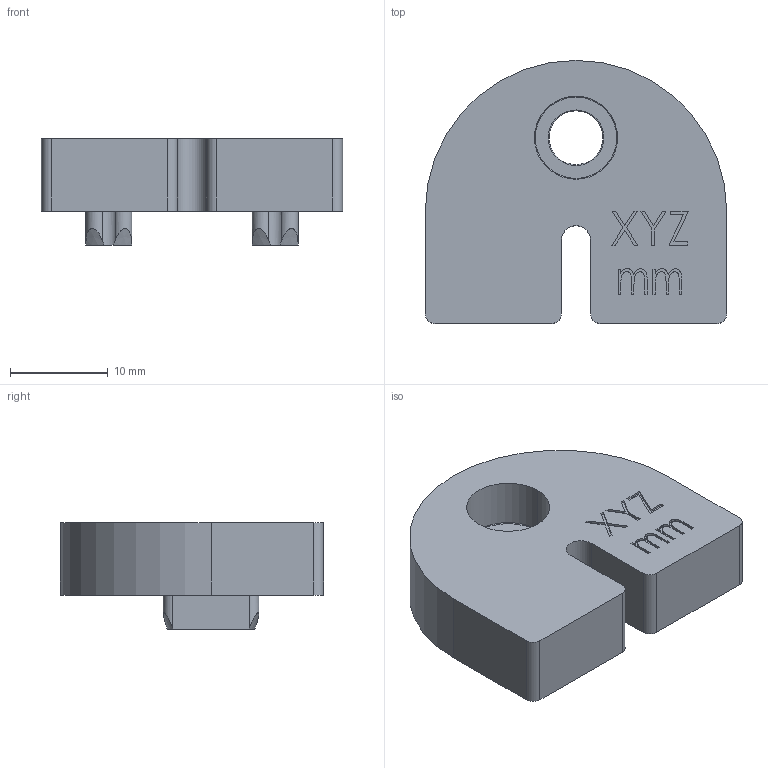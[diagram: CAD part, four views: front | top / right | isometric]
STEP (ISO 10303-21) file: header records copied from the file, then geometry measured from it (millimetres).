
FILE_DESCRIPTION (( 'STEP AP214' ), '1' );
FILE_NAME ('A19_20 Rev.2.STEP', '2023-02-07T13:09:29', ( '' ), ( '' ), 'SwSTEP 2.0', 'SolidWorks 2019', '' );
FILE_SCHEMA (( 'AUTOMOTIVE_DESIGN' ));
Length unit declared in the file: millimetre
Products named in the file (1): A19_20 Rev.2
Bounding box: 30.8 x 26.9 x 10.9 mm (x, y, z)
Volume: 5014 mm3; surface area: 2627.6 mm2
Topology: 1 solids, 1 shells, 128 faces, 345 edges, 228 vertices
Faces by surface type: plane 72, cylinder 24, bspline 18, cone 8, torus 6
Entity records: 5087 total; most frequent: CARTESIAN_POINT 1944, ORIENTED_EDGE 690, DIRECTION 567, EDGE_CURVE 345, VERTEX_POINT 228, VECTOR 225, LINE 225, AXIS2_PLACEMENT_3D 171
